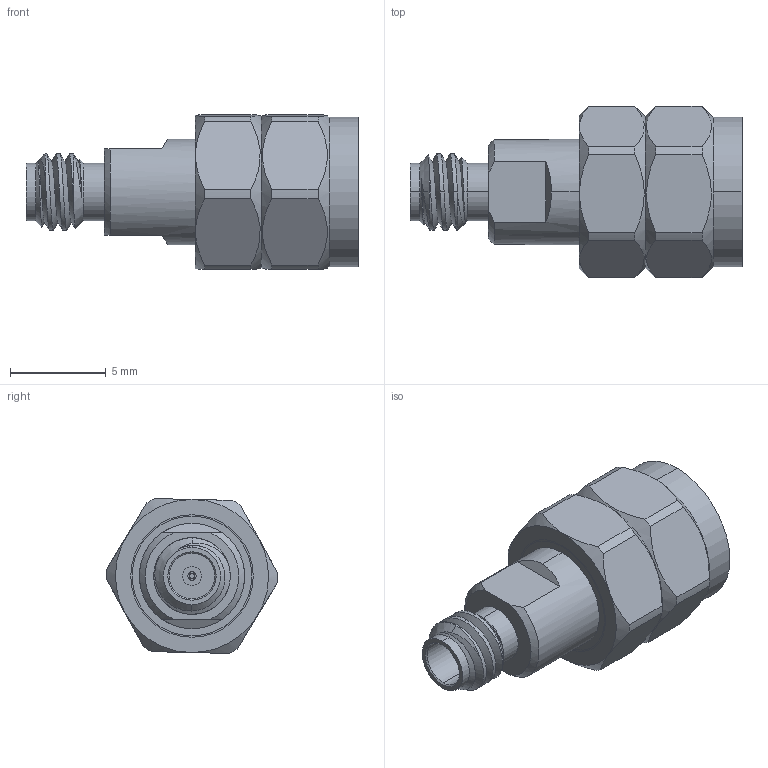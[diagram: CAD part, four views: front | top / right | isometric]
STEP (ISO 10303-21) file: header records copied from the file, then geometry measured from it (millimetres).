
FILE_DESCRIPTION (( 'STEP AP214' ), '1' );
FILE_NAME ('CT-2M1F-LN1.STEP', '2025-01-03T19:02:21', ( '' ), ( '' ), 'SwSTEP 2.0', 'SolidWorks 2021', '' );
FILE_SCHEMA (( 'AUTOMOTIVE_DESIGN' ));
Length unit declared in the file: millimetre
Products named in the file (1): CT-2M1F-LN1
Bounding box: 17.35 x 8.97 x 8.09 mm (x, y, z)
Volume: 453.1 mm3; surface area: 830.3 mm2
Topology: 2 solids, 2 shells, 127 faces, 307 edges, 196 vertices
Faces by surface type: cylinder 52, plane 40, cone 31, torus 2, bspline 2
Entity records: 4942 total; most frequent: CARTESIAN_POINT 1968, DIRECTION 618, ORIENTED_EDGE 614, EDGE_CURVE 307, AXIS2_PLACEMENT_3D 255, VERTEX_POINT 196, EDGE_LOOP 141, CIRCLE 129
